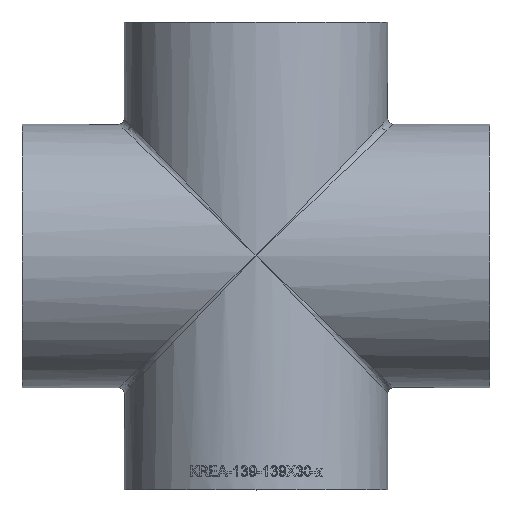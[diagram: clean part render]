
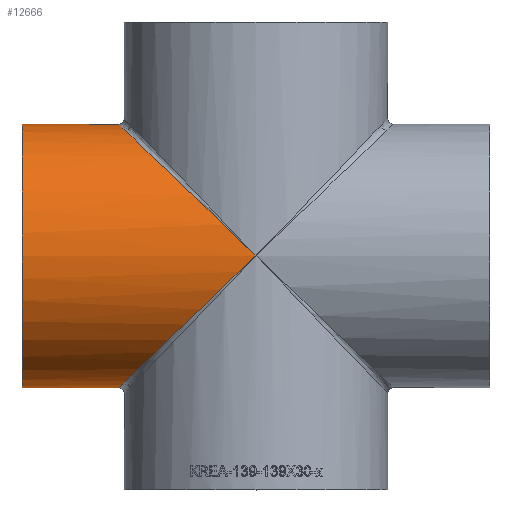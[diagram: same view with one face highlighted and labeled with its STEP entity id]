
A CAD part, top view. The second image highlights one B-rep face of the part: STEP entity #12666.
In plain terms, the highlighted cylindrical face has radius 69.85 mm (diameter 139.7 mm), a full revolution.
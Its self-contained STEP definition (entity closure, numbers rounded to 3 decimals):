
#75 = DIRECTION ( 'NONE',  ( 0., 0., 1. ) ) ;
#2704 = CYLINDRICAL_SURFACE ( 'NONE', #16096, 69.85 ) ;
#5006 = FACE_OUTER_BOUND ( 'NONE', #6058, .T. ) ;
#5015 = ORIENTED_EDGE ( 'NONE', *, *, #11381, .F. ) ;
#6058 = EDGE_LOOP ( 'NONE', ( #7257, #20012 ) ) ;
#7257 = ORIENTED_EDGE ( 'NONE', *, *, #23855, .T. ) ;
#8787 = CARTESIAN_POINT ( 'NONE',  ( -145.7, 139.7, -69.85 ) ) ;
#8937 = VERTEX_POINT ( 'NONE', #10924 ) ;
#9485 = CARTESIAN_POINT ( 'NONE',  ( 0., 0., -69.85 ) ) ;
#9913 = EDGE_CURVE ( 'NONE', #17241, #16501, #14002, .T. ) ;
#10277 = EDGE_LOOP ( 'NONE', ( #5015 ) ) ;
#10924 = CARTESIAN_POINT ( 'NONE',  ( -124., 0., 69.85 ) ) ;
#11381 = EDGE_CURVE ( 'NONE', #8937, #8937, #16181, .T. ) ;
#11561 = CARTESIAN_POINT ( 'NONE',  ( -145.7, -139.7, -69.85 ) ) ;
#12016 = DIRECTION ( 'NONE',  ( 0., 0., 1. ) ) ;
#12666 = ADVANCED_FACE ( 'NONE', ( #23614, #5006 ), #2704, .T. ) ;
#13995 = CARTESIAN_POINT ( 'NONE',  ( 0., 0., -69.85 ) ) ;
#14002 =( BOUNDED_CURVE ( )  B_SPLINE_CURVE ( 3, ( #15640, #24960, #8787, #27422 ),
 .UNSPECIFIED., .F., .F. ) 
 B_SPLINE_CURVE_WITH_KNOTS ( ( 4, 4 ),
 ( 4.712, 7.854 ),
 .UNSPECIFIED. ) 
 CURVE ( )  GEOMETRIC_REPRESENTATION_ITEM ( )  RATIONAL_B_SPLINE_CURVE ( ( 1., 0.333, 0.333, 1. ) ) 
 REPRESENTATION_ITEM ( '' )  );
#15640 = CARTESIAN_POINT ( 'NONE',  ( 0., 0., 69.85 ) ) ;
#16096 = AXIS2_PLACEMENT_3D ( 'NONE', #19050, #18590, #12016 ) ;
#16181 = CIRCLE ( 'NONE', #25950, 69.85 ) ;
#16501 = VERTEX_POINT ( 'NONE', #9485 ) ;
#17241 = VERTEX_POINT ( 'NONE', #25154 ) ;
#18123 = CARTESIAN_POINT ( 'NONE',  ( -145.7, -139.7, 69.85 ) ) ;
#18434 = CARTESIAN_POINT ( 'NONE',  ( 0., 0., 69.85 ) ) ;
#18590 = DIRECTION ( 'NONE',  ( -1., 0., 0. ) ) ;
#18834 = DIRECTION ( 'NONE',  ( -1., 0., 0. ) ) ;
#19050 = CARTESIAN_POINT ( 'NONE',  ( 124., 0., 0. ) ) ;
#20012 = ORIENTED_EDGE ( 'NONE', *, *, #9913, .T. ) ;
#22948 = CARTESIAN_POINT ( 'NONE',  ( -124., 0., 0. ) ) ;
#23541 =( BOUNDED_CURVE ( )  B_SPLINE_CURVE ( 3, ( #13995, #11561, #18123, #18434 ),
 .UNSPECIFIED., .F., .F. ) 
 B_SPLINE_CURVE_WITH_KNOTS ( ( 4, 4 ),
 ( 4.712, 7.854 ),
 .UNSPECIFIED. ) 
 CURVE ( )  GEOMETRIC_REPRESENTATION_ITEM ( )  RATIONAL_B_SPLINE_CURVE ( ( 1., 0.333, 0.333, 1. ) ) 
 REPRESENTATION_ITEM ( '' )  );
#23614 = FACE_OUTER_BOUND ( 'NONE', #10277, .T. ) ;
#23855 = EDGE_CURVE ( 'NONE', #16501, #17241, #23541, .T. ) ;
#24960 = CARTESIAN_POINT ( 'NONE',  ( -145.7, 139.7, 69.85 ) ) ;
#25154 = CARTESIAN_POINT ( 'NONE',  ( 0., 0., 69.85 ) ) ;
#25950 = AXIS2_PLACEMENT_3D ( 'NONE', #22948, #18834, #75 ) ;
#27422 = CARTESIAN_POINT ( 'NONE',  ( 0., 0., -69.85 ) ) ;
